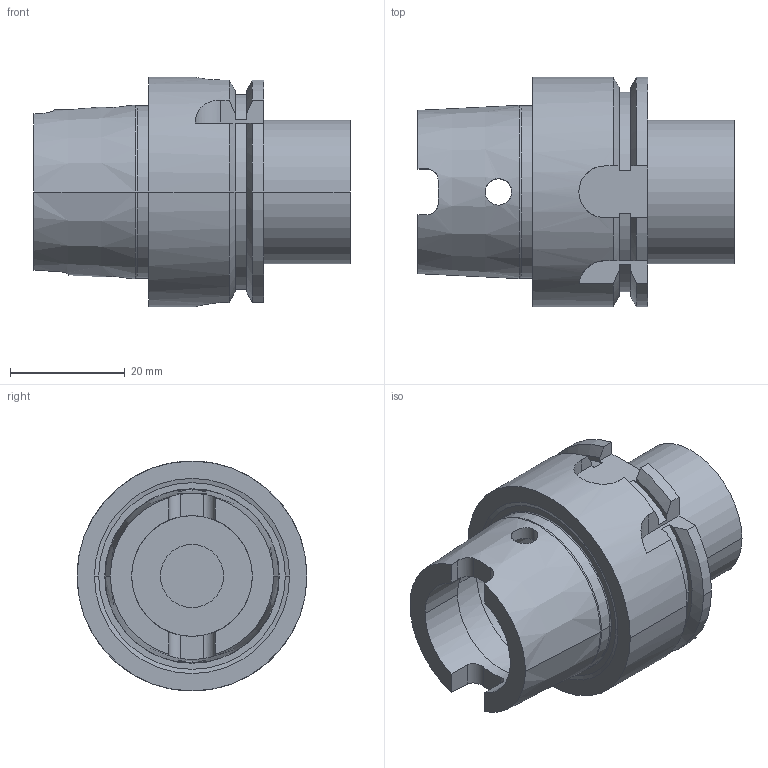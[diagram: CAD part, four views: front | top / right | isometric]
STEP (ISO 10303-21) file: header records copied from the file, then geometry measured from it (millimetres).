
FILE_DESCRIPTION(/* description */ (''),/* implementation_level */ '2;1');
FILE_NAME(/* name */ '10001155358nxv000_01_214.stp',/* time_stamp */ '2023-02-10T10:42:10+01:00',/* author */ (''),/* organization */ (''),/* preprocessor_version */ 'ST-DEVELOPER v18.1',/* originating_system */ 'SIEMENS PLM Software NX 2000',/* authorisation */ '');
FILE_SCHEMA (('AUTOMOTIVE_DESIGN { 1 0 10303 214 3 1 1 1 }'));
Length unit declared in the file: millimetre
Products named in the file (1): 10001155358nxv000_01
Bounding box: 55 x 40 x 40 mm (x, y, z)
Volume: 29689.7 mm3; surface area: 11438.3 mm2
Topology: 1 solids, 2 shells, 109 faces, 279 edges, 178 vertices
Faces by surface type: cylinder 42, plane 35, cone 20, torus 10, bspline 2
Entity records: 4507 total; most frequent: CARTESIAN_POINT 1037, DIRECTION 575, ORIENTED_EDGE 558, EDGE_CURVE 279, AXIS2_PLACEMENT_3D 228, VERTEX_POINT 177, CIRCLE 120, LINE 119
